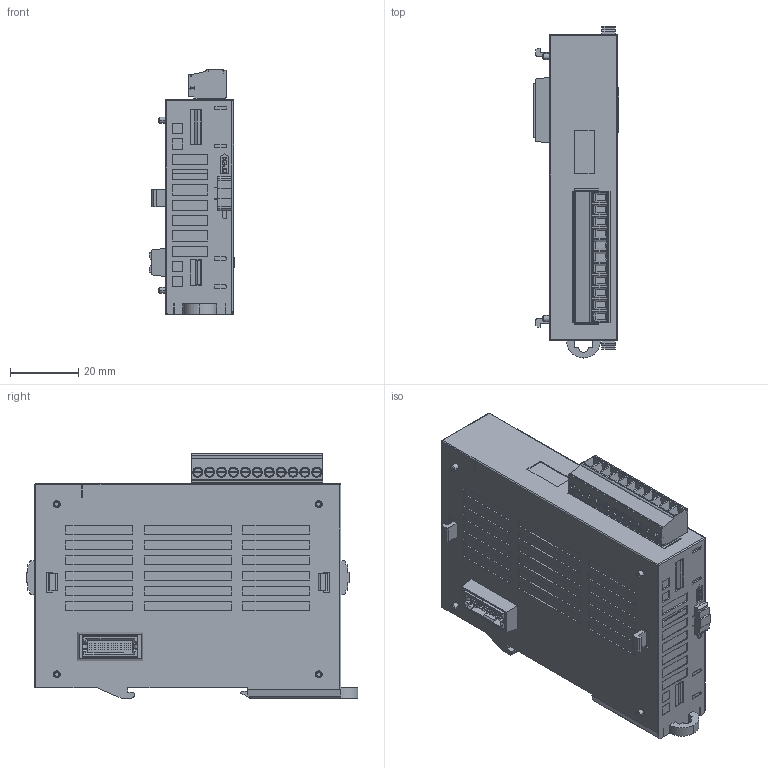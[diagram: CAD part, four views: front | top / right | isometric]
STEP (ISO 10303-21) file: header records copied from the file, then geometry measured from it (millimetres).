
FILE_DESCRIPTION (( 'STEP AP214' ), '1' );
FILE_NAME ('XBF-AD04A broken part cutex1 coord fxt.STEP', '2022-10-20T13:35:17', ( '' ), ( '' ), 'SwSTEP 2.0', 'SolidWorks 2021', '' );
FILE_SCHEMA (( 'AUTOMOTIVE_DESIGN' ));
Length unit declared in the file: inch
Products named in the file (1): XBF-AD04A broken part cutex1 coord fxt
Bounding box: 25.11 x 97.5 x 71.8 mm (x, y, z)
Volume: 111454.2 mm3; surface area: 23163.1 mm2
Topology: 1 solids, 1 shells, 2017 faces, 5620 edges, 3684 vertices
Faces by surface type: plane 1528, cylinder 339, bspline 75, cone 74, torus 1
Entity records: 65883 total; most frequent: CARTESIAN_POINT 14617, ORIENTED_EDGE 11220, DIRECTION 9716, EDGE_CURVE 5610, LINE 4414, VECTOR 4414, VERTEX_POINT 3684, AXIS2_PLACEMENT_3D 2651
